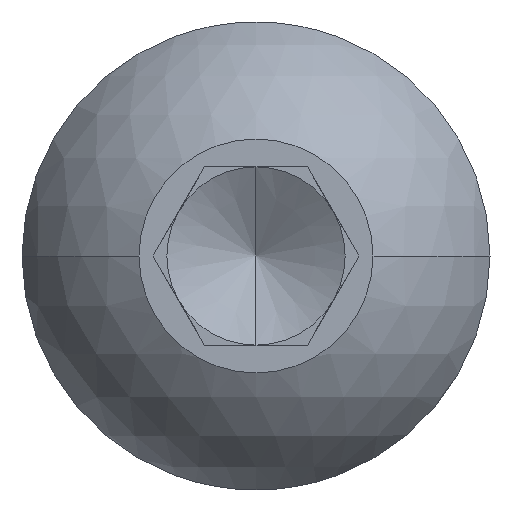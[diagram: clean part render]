
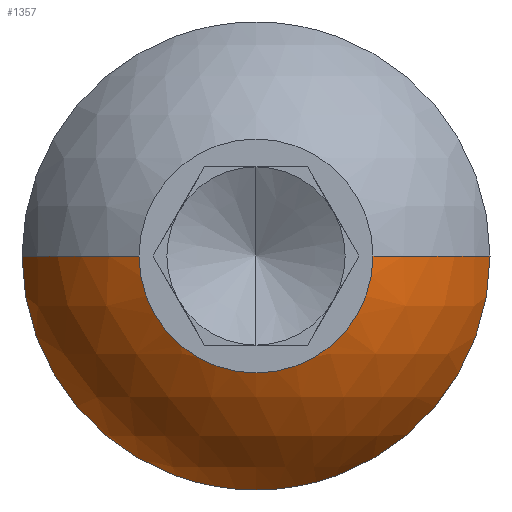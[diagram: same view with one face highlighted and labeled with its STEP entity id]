
A CAD part, left-side view. The second image highlights one B-rep face of the part: STEP entity #1357.
In plain terms, the highlighted spherical face has radius 5.647 mm.
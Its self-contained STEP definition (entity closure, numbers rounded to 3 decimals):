
#26 = AXIS2_PLACEMENT_3D ( 'NONE', #148, #867, #526 ) ;
#66 = CIRCLE ( 'NONE', #26, 5.25 ) ;
#82 = AXIS2_PLACEMENT_3D ( 'NONE', #311, #629, #2061 ) ;
#106 = DIRECTION ( 'NONE',  ( 0., 1., 0. ) ) ;
#114 = SPHERICAL_SURFACE ( 'NONE', #2156, 5.647 ) ;
#148 = CARTESIAN_POINT ( 'NONE',  ( 2.92, 0., 0. ) ) ;
#178 = CARTESIAN_POINT ( 'NONE',  ( 0., -2.625, 0. ) ) ;
#225 = DIRECTION ( 'NONE',  ( 0., 0., 1. ) ) ;
#282 = DIRECTION ( 'NONE',  ( 0., 0., 1. ) ) ;
#307 = CARTESIAN_POINT ( 'NONE',  ( 2.92, 5.25, 0. ) ) ;
#311 = CARTESIAN_POINT ( 'NONE',  ( 5., 0., 0. ) ) ;
#345 = EDGE_CURVE ( 'NONE', #2033, #1079, #66, .T. ) ;
#353 = CARTESIAN_POINT ( 'NONE',  ( 2.92, -5.25, 0. ) ) ;
#406 = ORIENTED_EDGE ( 'NONE', *, *, #1257, .F. ) ;
#452 = CARTESIAN_POINT ( 'NONE',  ( 5., 0., 0. ) ) ;
#459 = AXIS2_PLACEMENT_3D ( 'NONE', #1009, #2234, #619 ) ;
#526 = DIRECTION ( 'NONE',  ( 0., 0., 1. ) ) ;
#586 = VERTEX_POINT ( 'NONE', #2048 ) ;
#619 = DIRECTION ( 'NONE',  ( 0., 0., 1. ) ) ;
#629 = DIRECTION ( 'NONE',  ( 0., 0., -1. ) ) ;
#660 = EDGE_LOOP ( 'NONE', ( #1004, #1147, #1289, #1766, #406 ) ) ;
#735 = VERTEX_POINT ( 'NONE', #178 ) ;
#835 = CIRCLE ( 'NONE', #82, 5.647 ) ;
#861 = DIRECTION ( 'NONE',  ( 0., 0., -1. ) ) ;
#867 = DIRECTION ( 'NONE',  ( -1., 0., 0. ) ) ;
#870 = CIRCLE ( 'NONE', #2182, 5.25 ) ;
#989 = FACE_OUTER_BOUND ( 'NONE', #660, .T. ) ;
#1004 = ORIENTED_EDGE ( 'NONE', *, *, #345, .T. ) ;
#1005 = CARTESIAN_POINT ( 'NONE',  ( 2.92, 0., -5.25 ) ) ;
#1009 = CARTESIAN_POINT ( 'NONE',  ( 0., 0., 0. ) ) ;
#1079 = VERTEX_POINT ( 'NONE', #1005 ) ;
#1147 = ORIENTED_EDGE ( 'NONE', *, *, #1900, .T. ) ;
#1188 = AXIS2_PLACEMENT_3D ( 'NONE', #1653, #225, #2218 ) ;
#1257 = EDGE_CURVE ( 'NONE', #2033, #586, #2276, .T. ) ;
#1289 = ORIENTED_EDGE ( 'NONE', *, *, #1829, .T. ) ;
#1340 = CARTESIAN_POINT ( 'NONE',  ( 2.92, 0., 0. ) ) ;
#1357 = ADVANCED_FACE ( 'NONE', ( #989 ), #114, .T. ) ;
#1391 = DIRECTION ( 'NONE',  ( -1., 0., 0. ) ) ;
#1653 = CARTESIAN_POINT ( 'NONE',  ( 5., 0., 0. ) ) ;
#1766 = ORIENTED_EDGE ( 'NONE', *, *, #1899, .F. ) ;
#1829 = EDGE_CURVE ( 'NONE', #2078, #735, #835, .T. ) ;
#1897 = CIRCLE ( 'NONE', #459, 2.625 ) ;
#1899 = EDGE_CURVE ( 'NONE', #586, #735, #1897, .T. ) ;
#1900 = EDGE_CURVE ( 'NONE', #1079, #2078, #870, .T. ) ;
#2033 = VERTEX_POINT ( 'NONE', #307 ) ;
#2048 = CARTESIAN_POINT ( 'NONE',  ( 0., 2.625, 0. ) ) ;
#2061 = DIRECTION ( 'NONE',  ( 0., 1., 0. ) ) ;
#2078 = VERTEX_POINT ( 'NONE', #353 ) ;
#2156 = AXIS2_PLACEMENT_3D ( 'NONE', #452, #861, #106 ) ;
#2182 = AXIS2_PLACEMENT_3D ( 'NONE', #1340, #1391, #282 ) ;
#2218 = DIRECTION ( 'NONE',  ( 1., 0., 0. ) ) ;
#2234 = DIRECTION ( 'NONE',  ( -1., 0., 0. ) ) ;
#2276 = CIRCLE ( 'NONE', #1188, 5.647 ) ;
